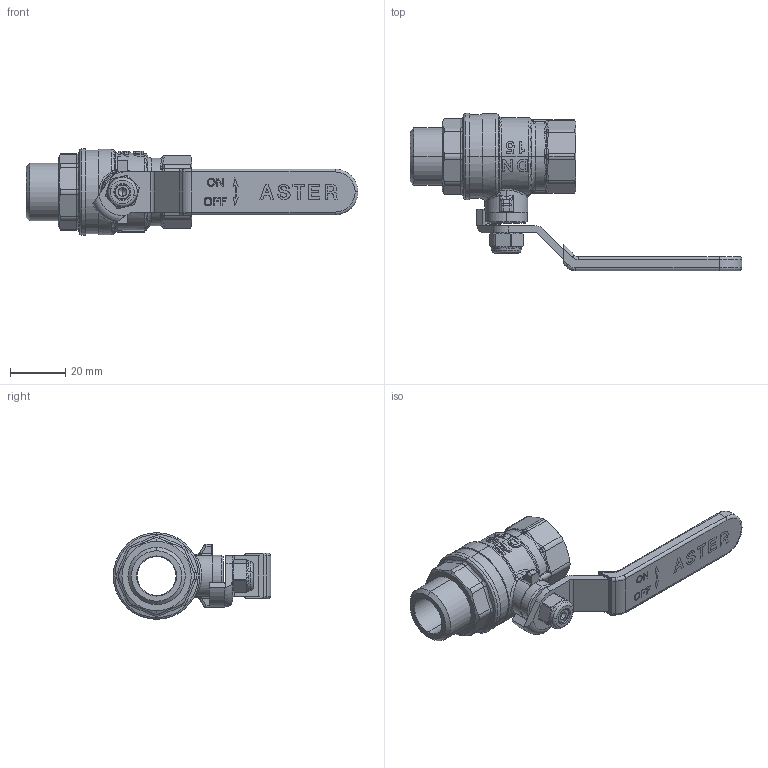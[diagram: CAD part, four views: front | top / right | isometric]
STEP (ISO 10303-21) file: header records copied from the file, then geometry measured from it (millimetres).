
FILE_DESCRIPTION (( 'STEP AP203' ), '1' );
FILE_NAME ('0812N404-surface.step', '2011-09-01T15:19:07', ( ' ' ), ( '' ), 'SwSTEP 2.0', 'SolidWorks 2011', '' );
FILE_SCHEMA (( 'CONFIG_CONTROL_DESIGN' ));
Length unit declared in the file: millimetre
Products named in the file (1): 0812N404-surface
Bounding box: 119.78 x 56.82 x 31.27 mm (x, y, z)
Surface area: 13141.8 mm2 (no closed solid volume)
Topology: 0 solids, 18 shells, 532 faces, 1663 edges, 1126 vertices
Faces by surface type: plane 211, cylinder 119, bspline 107, cone 45, torus 40, sphere 10
Entity records: 21663 total; most frequent: CARTESIAN_POINT 8444, ORIENTED_EDGE 2881, DIRECTION 2386, EDGE_CURVE 1641, VERTEX_POINT 1126, AXIS2_PLACEMENT_3D 827, VECTOR 732, LINE 732
